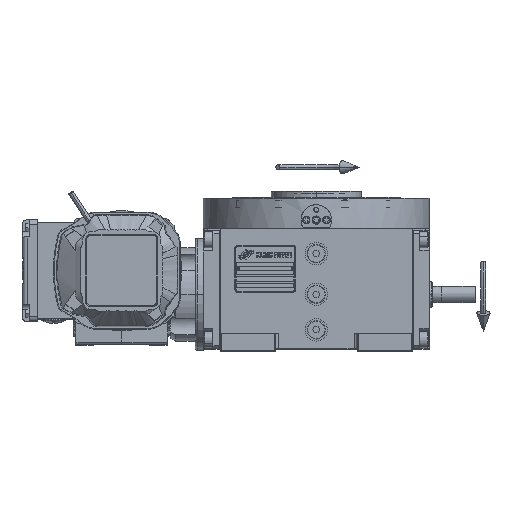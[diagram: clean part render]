
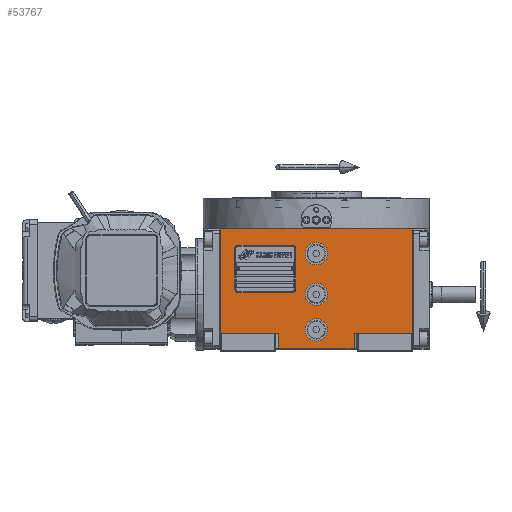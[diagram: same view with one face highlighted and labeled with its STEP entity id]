
A CAD part, top view. The second image highlights one B-rep face of the part: STEP entity #53767.
In plain terms, the highlighted planar face has unit normal (0, 0, 1).
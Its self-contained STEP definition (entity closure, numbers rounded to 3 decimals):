
#268 = LINE ( 'NONE', #86138, #5441 ) ;
#2502 = CARTESIAN_POINT ( 'NONE',  ( 0., 0., 163.5 ) ) ;
#2607 = CARTESIAN_POINT ( 'NONE',  ( 0., 40., 163.5 ) ) ;
#5441 = VECTOR ( 'NONE', #8347, 1000. ) ;
#5590 = CARTESIAN_POINT ( 'NONE',  ( 94.5, -38.5, 163.5 ) ) ;
#7753 = EDGE_LOOP ( 'NONE', ( #87637, #47527, #10908, #8861, #86925, #76691, #85033, #33051 ) ) ;
#7966 = DIRECTION ( 'NONE',  ( 1., 0., 0. ) ) ;
#8195 = CARTESIAN_POINT ( 'NONE',  ( 37., -38.5, 163.5 ) ) ;
#8347 = DIRECTION ( 'NONE',  ( 0., 1., 0. ) ) ;
#8861 = ORIENTED_EDGE ( 'NONE', *, *, #94195, .T. ) ;
#8891 = AXIS2_PLACEMENT_3D ( 'NONE', #78719, #63566, #78226 ) ;
#9615 = FACE_BOUND ( 'NONE', #13202, .T. ) ;
#10109 = FACE_BOUND ( 'NONE', #99653, .T. ) ;
#10126 = VERTEX_POINT ( 'NONE', #40654 ) ;
#10908 = ORIENTED_EDGE ( 'NONE', *, *, #76909, .T. ) ;
#11504 = CARTESIAN_POINT ( 'NONE',  ( -94.5, 64.5, 163.5 ) ) ;
#11668 = CARTESIAN_POINT ( 'NONE',  ( -37., -53.5, 163.5 ) ) ;
#12914 = AXIS2_PLACEMENT_3D ( 'NONE', #2502, #17675, #27206 ) ;
#13202 = EDGE_LOOP ( 'NONE', ( #28215, #53730 ) ) ;
#13900 = DIRECTION ( 'NONE',  ( 1., 0., 0. ) ) ;
#15678 = EDGE_CURVE ( 'NONE', #66644, #25139, #52437, .T. ) ;
#16164 = CIRCLE ( 'NONE', #12914, 11. ) ;
#16675 = VECTOR ( 'NONE', #7966, 1000. ) ;
#17185 = DIRECTION ( 'NONE',  ( 0., -1., 0. ) ) ;
#17212 = DIRECTION ( 'NONE',  ( 1., 0., 0. ) ) ;
#17675 = DIRECTION ( 'NONE',  ( 0., 0., 1. ) ) ;
#18269 = DIRECTION ( 'NONE',  ( 0., 0., 1. ) ) ;
#18879 = CARTESIAN_POINT ( 'NONE',  ( 11., 40., 163.5 ) ) ;
#18881 = CARTESIAN_POINT ( 'NONE',  ( 37., -53.5, 163.5 ) ) ;
#19007 = DIRECTION ( 'NONE',  ( 1., 0., 0. ) ) ;
#20766 = LINE ( 'NONE', #30172, #16675 ) ;
#24354 = LINE ( 'NONE', #8195, #38277 ) ;
#24372 = CARTESIAN_POINT ( 'NONE',  ( 11., -35., 163.5 ) ) ;
#24582 = VECTOR ( 'NONE', #50056, 1000. ) ;
#24772 = VERTEX_POINT ( 'NONE', #11504 ) ;
#25139 = VERTEX_POINT ( 'NONE', #79093 ) ;
#26653 = CARTESIAN_POINT ( 'NONE',  ( -37., -53.5, 163.5 ) ) ;
#27206 = DIRECTION ( 'NONE',  ( 1., 0., 0. ) ) ;
#28215 = ORIENTED_EDGE ( 'NONE', *, *, #65114, .F. ) ;
#30172 = CARTESIAN_POINT ( 'NONE',  ( -37., -53.5, 163.5 ) ) ;
#30291 = CARTESIAN_POINT ( 'NONE',  ( 0., -35., 163.5 ) ) ;
#32362 = PLANE ( 'NONE',  #96971 ) ;
#33051 = ORIENTED_EDGE ( 'NONE', *, *, #84116, .F. ) ;
#33887 = VERTEX_POINT ( 'NONE', #26653 ) ;
#34660 = CARTESIAN_POINT ( 'NONE',  ( -94.5, 64.5, 163.5 ) ) ;
#36805 = VERTEX_POINT ( 'NONE', #92857 ) ;
#37440 = EDGE_CURVE ( 'NONE', #89342, #24772, #57259, .T. ) ;
#38277 = VECTOR ( 'NONE', #39023, 1000. ) ;
#39023 = DIRECTION ( 'NONE',  ( 1., 0., 0. ) ) ;
#39357 = CARTESIAN_POINT ( 'NONE',  ( -11., 0., 163.5 ) ) ;
#39583 = ORIENTED_EDGE ( 'NONE', *, *, #15678, .F. ) ;
#40384 = DIRECTION ( 'NONE',  ( 0., 0., 1. ) ) ;
#40654 = CARTESIAN_POINT ( 'NONE',  ( -11., 40., 163.5 ) ) ;
#43178 = ORIENTED_EDGE ( 'NONE', *, *, #50548, .F. ) ;
#43721 = AXIS2_PLACEMENT_3D ( 'NONE', #73739, #50515, #65681 ) ;
#44951 = DIRECTION ( 'NONE',  ( -1., 0., 0. ) ) ;
#45692 = LINE ( 'NONE', #85097, #86612 ) ;
#45829 = CARTESIAN_POINT ( 'NONE',  ( 94.5, 64.5, 163.5 ) ) ;
#46813 = EDGE_CURVE ( 'NONE', #24772, #60510, #48309, .T. ) ;
#47527 = ORIENTED_EDGE ( 'NONE', *, *, #87295, .F. ) ;
#47852 = CIRCLE ( 'NONE', #88244, 11. ) ;
#47998 = FACE_OUTER_BOUND ( 'NONE', #7753, .T. ) ;
#48213 = VECTOR ( 'NONE', #17185, 1000. ) ;
#48309 = LINE ( 'NONE', #34660, #57557 ) ;
#48433 = CARTESIAN_POINT ( 'NONE',  ( 0., 40., 163.5 ) ) ;
#48463 = CARTESIAN_POINT ( 'NONE',  ( 37., -38.5, 163.5 ) ) ;
#49030 = LINE ( 'NONE', #11668, #24582 ) ;
#49048 = DIRECTION ( 'NONE',  ( -1., 0., 0. ) ) ;
#49478 = DIRECTION ( 'NONE',  ( 0., 0., 1. ) ) ;
#50056 = DIRECTION ( 'NONE',  ( 0., 1., 0. ) ) ;
#50515 = DIRECTION ( 'NONE',  ( 0., 0., 1. ) ) ;
#50548 = EDGE_CURVE ( 'NONE', #95802, #78470, #16164, .T. ) ;
#51822 = CIRCLE ( 'NONE', #43721, 11. ) ;
#52437 = CIRCLE ( 'NONE', #8891, 11. ) ;
#53730 = ORIENTED_EDGE ( 'NONE', *, *, #98005, .F. ) ;
#53767 = ADVANCED_FACE ( 'NONE', ( #10109, #57089, #9615, #47998 ), #32362, .T. ) ;
#56035 = DIRECTION ( 'NONE',  ( 1., 0., 0. ) ) ;
#57089 = FACE_BOUND ( 'NONE', #74228, .T. ) ;
#57259 = LINE ( 'NONE', #64344, #96954 ) ;
#57557 = VECTOR ( 'NONE', #19007, 1000. ) ;
#60510 = VERTEX_POINT ( 'NONE', #45829 ) ;
#60560 = EDGE_CURVE ( 'NONE', #33887, #85434, #20766, .T. ) ;
#60565 = CARTESIAN_POINT ( 'NONE',  ( -37., -38.5, 163.5 ) ) ;
#63566 = DIRECTION ( 'NONE',  ( 0., 0., 1. ) ) ;
#64344 = CARTESIAN_POINT ( 'NONE',  ( -94.5, -38.5, 163.5 ) ) ;
#65114 = EDGE_CURVE ( 'NONE', #97726, #10126, #47852, .T. ) ;
#65681 = DIRECTION ( 'NONE',  ( -1., 0., 0. ) ) ;
#65833 = DIRECTION ( 'NONE',  ( 0., 1., 0. ) ) ;
#66644 = VERTEX_POINT ( 'NONE', #24372 ) ;
#68530 = CARTESIAN_POINT ( 'NONE',  ( 11., 0., 163.5 ) ) ;
#70718 = LINE ( 'NONE', #48463, #48213 ) ;
#71615 = EDGE_CURVE ( 'NONE', #78470, #95802, #51822, .T. ) ;
#73739 = CARTESIAN_POINT ( 'NONE',  ( 0., 0., 163.5 ) ) ;
#74228 = EDGE_LOOP ( 'NONE', ( #39583, #81677 ) ) ;
#76299 = EDGE_CURVE ( 'NONE', #89342, #78253, #45692, .T. ) ;
#76691 = ORIENTED_EDGE ( 'NONE', *, *, #37440, .F. ) ;
#76909 = EDGE_CURVE ( 'NONE', #36805, #80680, #24354, .T. ) ;
#77626 = CARTESIAN_POINT ( 'NONE',  ( -94.5, -38.5, 163.5 ) ) ;
#78226 = DIRECTION ( 'NONE',  ( 1., 0., 0. ) ) ;
#78253 = VERTEX_POINT ( 'NONE', #60565 ) ;
#78470 = VERTEX_POINT ( 'NONE', #39357 ) ;
#78719 = CARTESIAN_POINT ( 'NONE',  ( 0., -35., 163.5 ) ) ;
#79093 = CARTESIAN_POINT ( 'NONE',  ( -11., -35., 163.5 ) ) ;
#80680 = VERTEX_POINT ( 'NONE', #5590 ) ;
#81677 = ORIENTED_EDGE ( 'NONE', *, *, #87111, .F. ) ;
#83218 = AXIS2_PLACEMENT_3D ( 'NONE', #2607, #18269, #49048 ) ;
#84116 = EDGE_CURVE ( 'NONE', #33887, #78253, #49030, .T. ) ;
#85033 = ORIENTED_EDGE ( 'NONE', *, *, #76299, .T. ) ;
#85097 = CARTESIAN_POINT ( 'NONE',  ( -94.5, -38.5, 163.5 ) ) ;
#85434 = VERTEX_POINT ( 'NONE', #18881 ) ;
#86138 = CARTESIAN_POINT ( 'NONE',  ( 94.5, -38.5, 163.5 ) ) ;
#86612 = VECTOR ( 'NONE', #13900, 1000. ) ;
#86925 = ORIENTED_EDGE ( 'NONE', *, *, #46813, .F. ) ;
#87111 = EDGE_CURVE ( 'NONE', #25139, #66644, #99839, .T. ) ;
#87295 = EDGE_CURVE ( 'NONE', #36805, #85434, #70718, .T. ) ;
#87637 = ORIENTED_EDGE ( 'NONE', *, *, #60560, .T. ) ;
#88244 = AXIS2_PLACEMENT_3D ( 'NONE', #48433, #40384, #56035 ) ;
#89342 = VERTEX_POINT ( 'NONE', #77626 ) ;
#90925 = DIRECTION ( 'NONE',  ( 0., 0., 1. ) ) ;
#91743 = AXIS2_PLACEMENT_3D ( 'NONE', #30291, #90925, #44951 ) ;
#92057 = ORIENTED_EDGE ( 'NONE', *, *, #71615, .F. ) ;
#92857 = CARTESIAN_POINT ( 'NONE',  ( 37., -38.5, 163.5 ) ) ;
#94195 = EDGE_CURVE ( 'NONE', #80680, #60510, #268, .T. ) ;
#94968 = CARTESIAN_POINT ( 'NONE',  ( -94.5, -53.5, 163.5 ) ) ;
#95802 = VERTEX_POINT ( 'NONE', #68530 ) ;
#96954 = VECTOR ( 'NONE', #65833, 1000. ) ;
#96971 = AXIS2_PLACEMENT_3D ( 'NONE', #94968, #49478, #17212 ) ;
#97726 = VERTEX_POINT ( 'NONE', #18879 ) ;
#98005 = EDGE_CURVE ( 'NONE', #10126, #97726, #99217, .T. ) ;
#99217 = CIRCLE ( 'NONE', #83218, 11. ) ;
#99653 = EDGE_LOOP ( 'NONE', ( #43178, #92057 ) ) ;
#99839 = CIRCLE ( 'NONE', #91743, 11. ) ;
